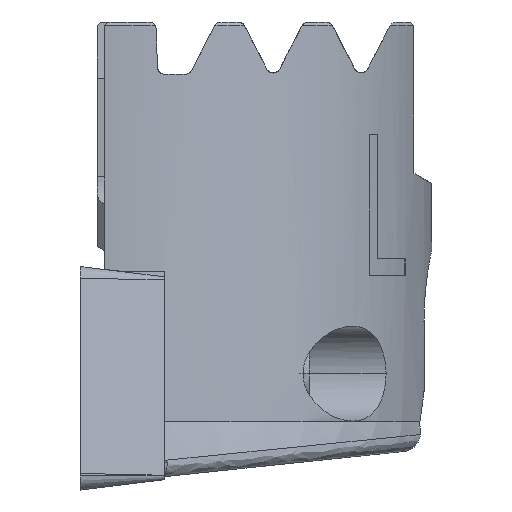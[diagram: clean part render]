
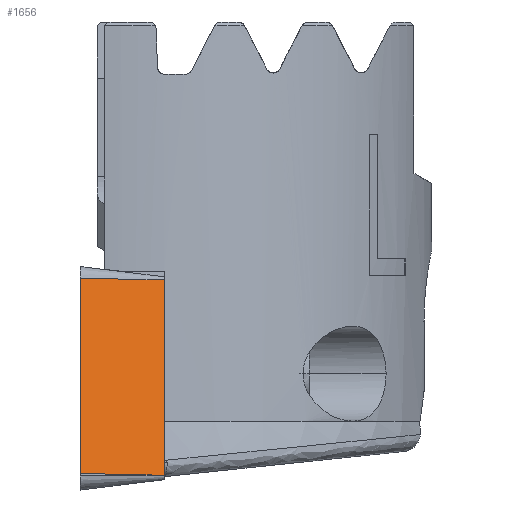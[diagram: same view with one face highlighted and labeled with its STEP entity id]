
A CAD part, left-side view. The second image highlights one B-rep face of the part: STEP entity #1656.
In plain terms, the highlighted planar face has unit normal (-0.978, -0.122, 0.172).
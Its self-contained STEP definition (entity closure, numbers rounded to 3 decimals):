
#1270=VERTEX_POINT('NONE',#3283);
#1568=EDGE_CURVE('NONE',#2170,#2270,#3615,.T.);
#1656=ADVANCED_FACE('NONE',(#3713),#3714,.T.);
#1922=EDGE_CURVE('NONE',#1944,#2270,#4000,.T.);
#1944=VERTEX_POINT('NONE',#4022);
#2170=VERTEX_POINT('NONE',#4275);
#2270=VERTEX_POINT('NONE',#4383);
#2496=EDGE_CURVE('NONE',#2170,#1270,#4630,.T.);
#2642=EDGE_CURVE('NONE',#1270,#1944,#4786,.T.);
#3283=CARTESIAN_POINT('',(0.294,-1.98,0.419));
#3615=LINE('',#6167,#6168);
#3713=FACE_OUTER_BOUND('',#6322,.T.);
#3714=PLANE('',#6323);
#4000=LINE('',#6900,#6901);
#4022=CARTESIAN_POINT('',(0.006,0.4,0.469));
#4275=CARTESIAN_POINT('',(1.272,-1.98,5.969));
#4383=CARTESIAN_POINT('',(0.985,0.4,6.019));
#4630=LINE('',#7942,#7943);
#4786=LINE('',#8265,#8266);
#6167=CARTESIAN_POINT('',(0.985,0.4,6.019));
#6168=VECTOR('',#10152,1000.0);
#6322=EDGE_LOOP('',(#10299,#10300,#10301,#10302));
#6323=AXIS2_PLACEMENT_3D('',#10303,#10304,#10305);
#6900=CARTESIAN_POINT('',(0.006,0.4,0.469));
#6901=VECTOR('',#10583,1000.0);
#7942=CARTESIAN_POINT('',(0.294,-1.98,0.419));
#7943=VECTOR('',#11288,1000.0);
#8265=CARTESIAN_POINT('',(0.006,0.4,0.469));
#8266=VECTOR('',#11440,1000.0);
#10152=DIRECTION('',(-0.12,0.993,0.021));
#10299=ORIENTED_EDGE('',*,*,#2496,.F.);
#10300=ORIENTED_EDGE('',*,*,#1568,.T.);
#10301=ORIENTED_EDGE('',*,*,#1922,.F.);
#10302=ORIENTED_EDGE('',*,*,#2642,.F.);
#10303=CARTESIAN_POINT('',(0.006,0.4,0.469));
#10304=DIRECTION('',(-0.977,-0.122,0.172));
#10305=DIRECTION('',(0.,-0.817,-0.577));
#10583=DIRECTION('',(0.174,0.,0.985));
#11288=DIRECTION('',(-0.174,0.,-0.985));
#11440=DIRECTION('',(-0.12,0.993,0.021));
